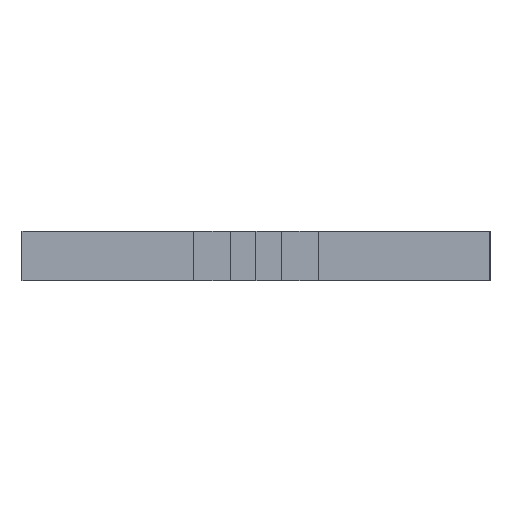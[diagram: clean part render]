
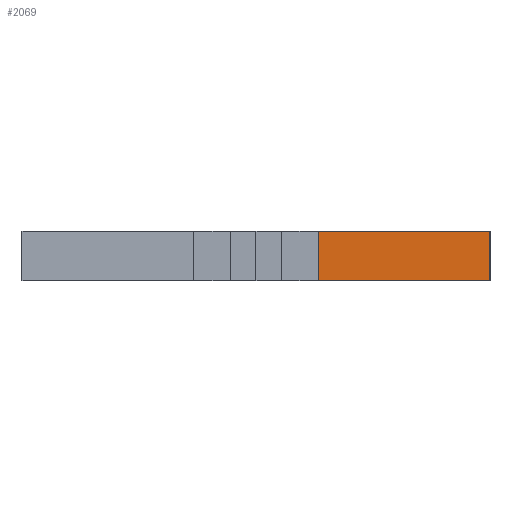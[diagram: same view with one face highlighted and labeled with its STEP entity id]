
A CAD part, left-side view. The second image highlights one B-rep face of the part: STEP entity #2069.
In plain terms, the highlighted planar face has unit normal (-1, 0, 0).
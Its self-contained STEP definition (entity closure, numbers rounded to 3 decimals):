
#62 = PLANE('',#63);
#63 = AXIS2_PLACEMENT_3D('',#64,#65,#66);
#64 = CARTESIAN_POINT('',(74.,0.,0.));
#65 = DIRECTION('',(0.,0.,1.));
#66 = DIRECTION('',(1.,0.,-0.));
#90 = PLANE('',#91);
#91 = AXIS2_PLACEMENT_3D('',#92,#93,#94);
#92 = CARTESIAN_POINT('',(-6.25,-7.5,0.));
#93 = DIRECTION('',(0.,1.,0.));
#94 = DIRECTION('',(1.,0.,0.));
#118 = PLANE('',#119);
#119 = AXIS2_PLACEMENT_3D('',#120,#121,#122);
#120 = CARTESIAN_POINT('',(74.,0.,1.6));
#121 = DIRECTION('',(0.,0.,1.));
#122 = DIRECTION('',(1.,0.,-0.));
#158 = VERTEX_POINT('',#159);
#159 = CARTESIAN_POINT('',(-6.25,-7.5,0.));
#1117 = VERTEX_POINT('',#1118);
#1118 = CARTESIAN_POINT('',(-6.25,-2.,0.));
#1132 = PLANE('',#1133);
#1133 = AXIS2_PLACEMENT_3D('',#1134,#1135,#1136);
#1134 = CARTESIAN_POINT('',(-6.25,2.,0.));
#1135 = DIRECTION('',(1.,0.,-0.));
#1136 = DIRECTION('',(0.,-1.,0.));
#1144 = EDGE_CURVE('',#1117,#158,#1145,.T.);
#1145 = SURFACE_CURVE('',#1146,(#1150,#1157),.PCURVE_S1.);
#1146 = LINE('',#1147,#1148);
#1147 = CARTESIAN_POINT('',(-6.25,-2.,0.));
#1148 = VECTOR('',#1149,1.);
#1149 = DIRECTION('',(0.,-1.,0.));
#1150 = PCURVE('',#62,#1151);
#1151 = DEFINITIONAL_REPRESENTATION('',(#1152),#1156);
#1152 = LINE('',#1153,#1154);
#1153 = CARTESIAN_POINT('',(-80.25,-2.));
#1154 = VECTOR('',#1155,1.);
#1155 = DIRECTION('',(0.,-1.));
#1156 = ( GEOMETRIC_REPRESENTATION_CONTEXT(2) 
PARAMETRIC_REPRESENTATION_CONTEXT() REPRESENTATION_CONTEXT('2D SPACE',''
  ) );
#1157 = PCURVE('',#1158,#1163);
#1158 = PLANE('',#1159);
#1159 = AXIS2_PLACEMENT_3D('',#1160,#1161,#1162);
#1160 = CARTESIAN_POINT('',(-6.25,-2.,0.));
#1161 = DIRECTION('',(1.,0.,-0.));
#1162 = DIRECTION('',(0.,-1.,0.));
#1163 = DEFINITIONAL_REPRESENTATION('',(#1164),#1168);
#1164 = LINE('',#1165,#1166);
#1165 = CARTESIAN_POINT('',(0.,0.));
#1166 = VECTOR('',#1167,1.);
#1167 = DIRECTION('',(1.,0.));
#1168 = ( GEOMETRIC_REPRESENTATION_CONTEXT(2) 
PARAMETRIC_REPRESENTATION_CONTEXT() REPRESENTATION_CONTEXT('2D SPACE',''
  ) );
#1224 = VERTEX_POINT('',#1225);
#1225 = CARTESIAN_POINT('',(-6.25,-7.5,1.6));
#2000 = VERTEX_POINT('',#2001);
#2001 = CARTESIAN_POINT('',(-6.25,-2.,1.6));
#2022 = EDGE_CURVE('',#2000,#1224,#2023,.T.);
#2023 = SURFACE_CURVE('',#2024,(#2028,#2035),.PCURVE_S1.);
#2024 = LINE('',#2025,#2026);
#2025 = CARTESIAN_POINT('',(-6.25,-2.,1.6));
#2026 = VECTOR('',#2027,1.);
#2027 = DIRECTION('',(0.,-1.,0.));
#2028 = PCURVE('',#118,#2029);
#2029 = DEFINITIONAL_REPRESENTATION('',(#2030),#2034);
#2030 = LINE('',#2031,#2032);
#2031 = CARTESIAN_POINT('',(-80.25,-2.));
#2032 = VECTOR('',#2033,1.);
#2033 = DIRECTION('',(0.,-1.));
#2034 = ( GEOMETRIC_REPRESENTATION_CONTEXT(2) 
PARAMETRIC_REPRESENTATION_CONTEXT() REPRESENTATION_CONTEXT('2D SPACE',''
  ) );
#2035 = PCURVE('',#1158,#2036);
#2036 = DEFINITIONAL_REPRESENTATION('',(#2037),#2041);
#2037 = LINE('',#2038,#2039);
#2038 = CARTESIAN_POINT('',(0.,-1.6));
#2039 = VECTOR('',#2040,1.);
#2040 = DIRECTION('',(1.,0.));
#2041 = ( GEOMETRIC_REPRESENTATION_CONTEXT(2) 
PARAMETRIC_REPRESENTATION_CONTEXT() REPRESENTATION_CONTEXT('2D SPACE',''
  ) );
#2046 = EDGE_CURVE('',#158,#1224,#2047,.T.);
#2047 = SURFACE_CURVE('',#2048,(#2052,#2059),.PCURVE_S1.);
#2048 = LINE('',#2049,#2050);
#2049 = CARTESIAN_POINT('',(-6.25,-7.5,0.));
#2050 = VECTOR('',#2051,1.);
#2051 = DIRECTION('',(0.,0.,1.));
#2052 = PCURVE('',#90,#2053);
#2053 = DEFINITIONAL_REPRESENTATION('',(#2054),#2058);
#2054 = LINE('',#2055,#2056);
#2055 = CARTESIAN_POINT('',(0.,0.));
#2056 = VECTOR('',#2057,1.);
#2057 = DIRECTION('',(0.,-1.));
#2058 = ( GEOMETRIC_REPRESENTATION_CONTEXT(2) 
PARAMETRIC_REPRESENTATION_CONTEXT() REPRESENTATION_CONTEXT('2D SPACE',''
  ) );
#2059 = PCURVE('',#1158,#2060);
#2060 = DEFINITIONAL_REPRESENTATION('',(#2061),#2065);
#2061 = LINE('',#2062,#2063);
#2062 = CARTESIAN_POINT('',(5.5,0.));
#2063 = VECTOR('',#2064,1.);
#2064 = DIRECTION('',(0.,-1.));
#2065 = ( GEOMETRIC_REPRESENTATION_CONTEXT(2) 
PARAMETRIC_REPRESENTATION_CONTEXT() REPRESENTATION_CONTEXT('2D SPACE',''
  ) );
#2069 = ADVANCED_FACE('',(#2070),#1158,.F.);
#2070 = FACE_BOUND('',#2071,.F.);
#2071 = EDGE_LOOP('',(#2072,#2093,#2094,#2095));
#2072 = ORIENTED_EDGE('',*,*,#2073,.T.);
#2073 = EDGE_CURVE('',#1117,#2000,#2074,.T.);
#2074 = SURFACE_CURVE('',#2075,(#2079,#2086),.PCURVE_S1.);
#2075 = LINE('',#2076,#2077);
#2076 = CARTESIAN_POINT('',(-6.25,-2.,0.));
#2077 = VECTOR('',#2078,1.);
#2078 = DIRECTION('',(0.,0.,1.));
#2079 = PCURVE('',#1158,#2080);
#2080 = DEFINITIONAL_REPRESENTATION('',(#2081),#2085);
#2081 = LINE('',#2082,#2083);
#2082 = CARTESIAN_POINT('',(0.,0.));
#2083 = VECTOR('',#2084,1.);
#2084 = DIRECTION('',(0.,-1.));
#2085 = ( GEOMETRIC_REPRESENTATION_CONTEXT(2) 
PARAMETRIC_REPRESENTATION_CONTEXT() REPRESENTATION_CONTEXT('2D SPACE',''
  ) );
#2086 = PCURVE('',#1132,#2087);
#2087 = DEFINITIONAL_REPRESENTATION('',(#2088),#2092);
#2088 = LINE('',#2089,#2090);
#2089 = CARTESIAN_POINT('',(4.,0.));
#2090 = VECTOR('',#2091,1.);
#2091 = DIRECTION('',(0.,-1.));
#2092 = ( GEOMETRIC_REPRESENTATION_CONTEXT(2) 
PARAMETRIC_REPRESENTATION_CONTEXT() REPRESENTATION_CONTEXT('2D SPACE',''
  ) );
#2093 = ORIENTED_EDGE('',*,*,#2022,.T.);
#2094 = ORIENTED_EDGE('',*,*,#2046,.F.);
#2095 = ORIENTED_EDGE('',*,*,#1144,.F.);
